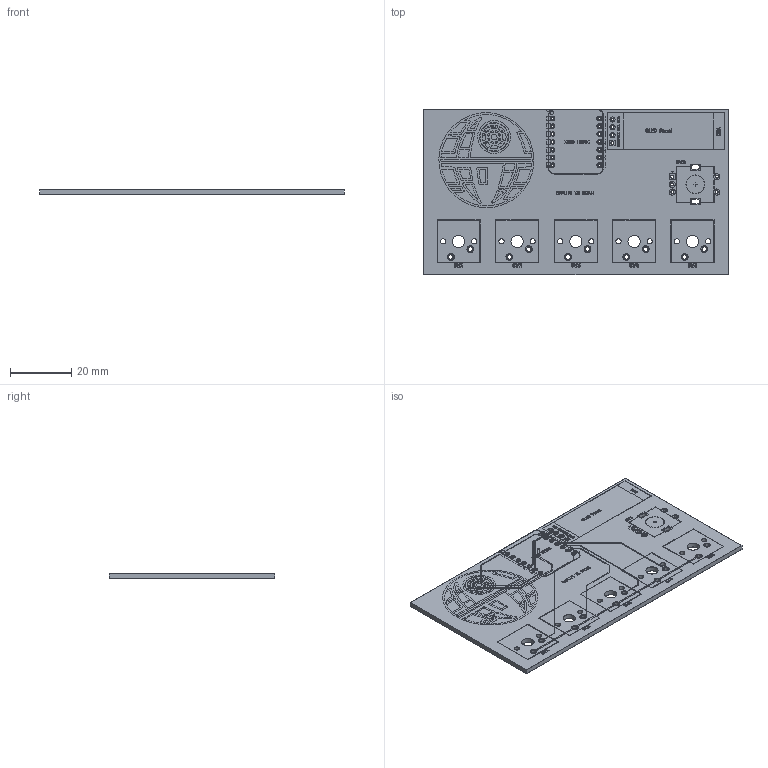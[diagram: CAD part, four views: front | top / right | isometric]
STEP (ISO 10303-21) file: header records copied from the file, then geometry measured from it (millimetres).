
FILE_DESCRIPTION(('KiCad electronic assembly'),'2;1');
FILE_NAME('HACKPAD V3.step','2025-12-31T01:06:46',('Pcbnew'),('Kicad'), 'Open CASCADE STEP processor 7.9','KiCad to STEP converter','Unknown' );
FILE_SCHEMA(('AUTOMOTIVE_DESIGN { 1 0 10303 214 1 1 1 1 }'));
Length unit declared in the file: millimetre
Products named in the file (8): HACKPAD V3 1; HACKPAD V3_copper; HACKPAD V3_pad; HACKPAD V3_via; HACKPAD V3_silkscreen; HACKPAD V3_soldermask; HACKPAD V3_PCB
Assembly tree (7 placements, depth 2):
  HACKPAD V3 1
    HACKPAD V3_copper
    HACKPAD V3_pad
    HACKPAD V3_via
    HACKPAD V3_silkscreen
    HACKPAD V3_soldermask
    HACKPAD V3_soldermask
    HACKPAD V3_PCB
Bounding box: 99.19 x 53.75 x 1.64 mm (x, y, z)
Volume: 7878.5 mm3; surface area: 23114.7 mm2
Topology: 148 solids, 237 shells, 1208 faces, 5455 edges, 4632 vertices
Faces by surface type: plane 799, cylinder 409
Full cylindrical faces by diameter (mm): 0.05 x1, 0.1 x1, 0.839 x42, 0.889 x28, 0.95 x27, 1 x18, 1.45 x30, 1.5 x20, 1.524 x28, 1.7 x16, 2 x8, 2.2 x20, 4 x5
Entity records: 58981 total; most frequent: CARTESIAN_POINT 11303, DIRECTION 9266, ORIENTED_EDGE 7924, EDGE_CURVE 5455, VERTEX_POINT 4632, LINE 4076, VECTOR 4076, AXIS2_PLACEMENT_3D 2595
